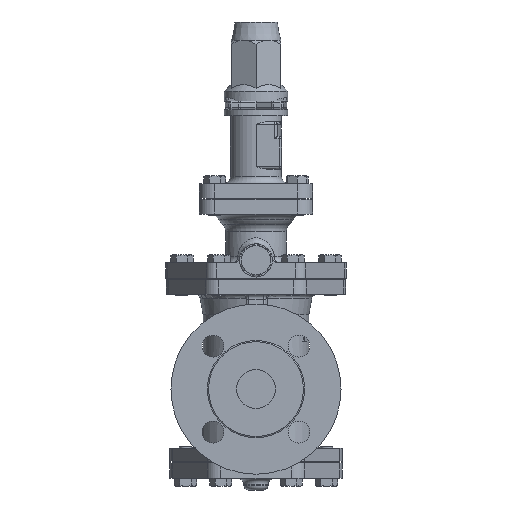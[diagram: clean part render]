
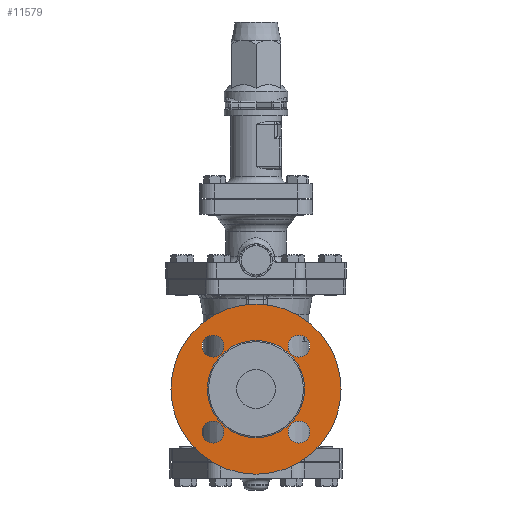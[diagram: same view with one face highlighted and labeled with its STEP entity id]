
A CAD part, left-side view. The second image highlights one B-rep face of the part: STEP entity #11579.
In plain terms, the highlighted planar face has unit normal (-1, 0, 0).
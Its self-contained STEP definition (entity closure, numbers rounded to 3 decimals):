
#615=FACE_BOUND('',#2549,.T.);
#616=FACE_BOUND('',#2550,.T.);
#617=FACE_BOUND('',#2551,.T.);
#618=FACE_BOUND('',#2552,.T.);
#619=FACE_BOUND('',#2553,.T.);
#909=PLANE('',#12791);
#1647=FACE_OUTER_BOUND('',#2548,.T.);
#2548=EDGE_LOOP('',(#10241));
#2549=EDGE_LOOP('',(#10242));
#2550=EDGE_LOOP('',(#10243));
#2551=EDGE_LOOP('',(#10244));
#2552=EDGE_LOOP('',(#10245));
#2553=EDGE_LOOP('',(#10246));
#4443=CIRCLE('',#12788,40.);
#4445=CIRCLE('',#12792,70.);
#4446=CIRCLE('',#12793,9.);
#4447=CIRCLE('',#12794,9.);
#4448=CIRCLE('',#12795,9.);
#4449=CIRCLE('',#12796,9.);
#5691=VERTEX_POINT('',#22138);
#5693=VERTEX_POINT('',#22144);
#5694=VERTEX_POINT('',#22146);
#5695=VERTEX_POINT('',#22148);
#5696=VERTEX_POINT('',#22150);
#5697=VERTEX_POINT('',#22152);
#7253=EDGE_CURVE('',#5691,#5691,#4443,.T.);
#7255=EDGE_CURVE('',#5693,#5693,#4445,.T.);
#7256=EDGE_CURVE('',#5694,#5694,#4446,.T.);
#7257=EDGE_CURVE('',#5695,#5695,#4447,.T.);
#7258=EDGE_CURVE('',#5696,#5696,#4448,.T.);
#7259=EDGE_CURVE('',#5697,#5697,#4449,.T.);
#10241=ORIENTED_EDGE('',*,*,#7255,.F.);
#10242=ORIENTED_EDGE('',*,*,#7256,.T.);
#10243=ORIENTED_EDGE('',*,*,#7257,.T.);
#10244=ORIENTED_EDGE('',*,*,#7258,.T.);
#10245=ORIENTED_EDGE('',*,*,#7259,.T.);
#10246=ORIENTED_EDGE('',*,*,#7253,.F.);
#11579=ADVANCED_FACE('',(#1647,#615,#616,#617,#618,#619),#909,.F.);
#12788=AXIS2_PLACEMENT_3D('',#22139,#15694,#15695);
#12791=AXIS2_PLACEMENT_3D('',#22143,#15700,#15701);
#12792=AXIS2_PLACEMENT_3D('',#22145,#15702,#15703);
#12793=AXIS2_PLACEMENT_3D('',#22147,#15704,#15705);
#12794=AXIS2_PLACEMENT_3D('',#22149,#15706,#15707);
#12795=AXIS2_PLACEMENT_3D('',#22151,#15708,#15709);
#12796=AXIS2_PLACEMENT_3D('',#22153,#15710,#15711);
#15694=DIRECTION('center_axis',(-1.,0.,0.));
#15695=DIRECTION('ref_axis',(0.,0.,1.));
#15700=DIRECTION('center_axis',(1.,0.,0.));
#15701=DIRECTION('ref_axis',(0.,0.,-1.));
#15702=DIRECTION('center_axis',(1.,0.,0.));
#15703=DIRECTION('ref_axis',(0.,0.,1.));
#15704=DIRECTION('center_axis',(1.,0.,0.));
#15705=DIRECTION('ref_axis',(0.,0.,1.));
#15706=DIRECTION('center_axis',(1.,0.,0.));
#15707=DIRECTION('ref_axis',(0.,1.,0.));
#15708=DIRECTION('center_axis',(1.,0.,0.));
#15709=DIRECTION('ref_axis',(0.,0.,
-1.));
#15710=DIRECTION('center_axis',(1.,0.,0.));
#15711=DIRECTION('ref_axis',(0.,-1.,0.));
#22138=CARTESIAN_POINT('',(-88.,0.,-40.));
#22139=CARTESIAN_POINT('Origin',(-88.,0.,0.));
#22143=CARTESIAN_POINT('Origin',(-88.,0.,
0.));
#22144=CARTESIAN_POINT('',(-88.,0.,-70.));
#22145=CARTESIAN_POINT('Origin',(-88.,0.,0.));
#22146=CARTESIAN_POINT('',(-88.,35.355,26.355));
#22147=CARTESIAN_POINT('Origin',(-88.,35.355,35.355));
#22148=CARTESIAN_POINT('',(-88.,26.355,-35.355));
#22149=CARTESIAN_POINT('Origin',(-88.,35.355,-35.355));
#22150=CARTESIAN_POINT('',(-88.,-35.355,-26.355));
#22151=CARTESIAN_POINT('Origin',(-88.,-35.355,-35.355));
#22152=CARTESIAN_POINT('',(-88.,-26.355,35.355));
#22153=CARTESIAN_POINT('Origin',(-88.,-35.355,35.355));
